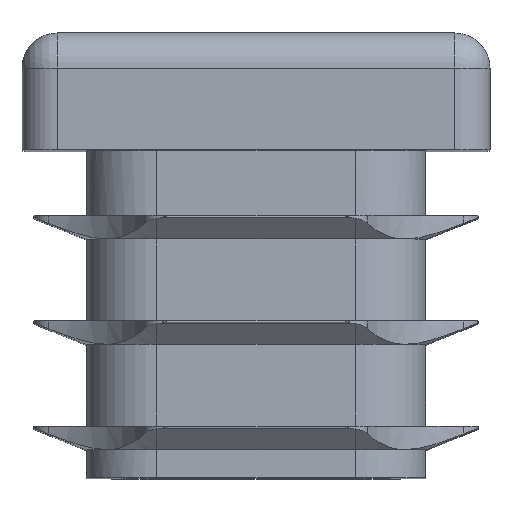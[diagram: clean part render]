
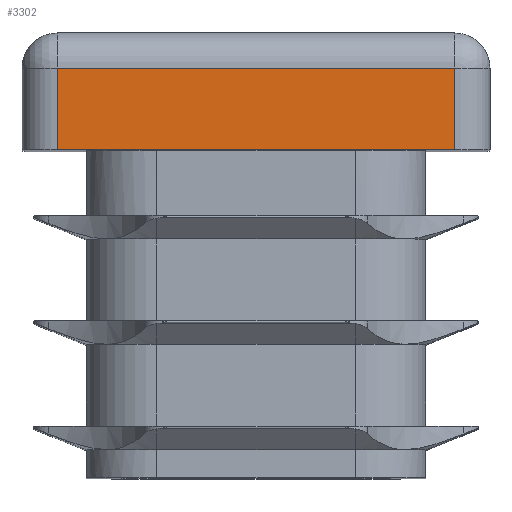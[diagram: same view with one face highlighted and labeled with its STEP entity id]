
A CAD part, top view. The second image highlights one B-rep face of the part: STEP entity #3302.
In plain terms, the highlighted planar face has unit normal (0, 0, 1).
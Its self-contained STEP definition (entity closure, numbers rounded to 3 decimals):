
#148 = VERTEX_POINT ( 'NONE', #5397 ) ;
#611 = PLANE ( 'NONE',  #16170 ) ;
#1503 = ORIENTED_EDGE ( 'NONE', *, *, #16315, .T. ) ;
#2066 = DIRECTION ( 'NONE',  ( 0., 0., -1. ) ) ;
#3302 = ADVANCED_FACE ( 'NONE', ( #15844 ), #611, .F. ) ;
#3587 = DIRECTION ( 'NONE',  ( 0., 1., 0. ) ) ;
#3641 = CARTESIAN_POINT ( 'NONE',  ( 8.5, 5., 20. ) ) ;
#4417 = VERTEX_POINT ( 'NONE', #17710 ) ;
#5285 = EDGE_CURVE ( 'NONE', #10622, #148, #17440, .T. ) ;
#5397 = CARTESIAN_POINT ( 'NONE',  ( -8.5, 3.5, 20. ) ) ;
#5569 = EDGE_CURVE ( 'NONE', #148, #16612, #12367, .T. ) ;
#6013 = CARTESIAN_POINT ( 'NONE',  ( -8.5, 3.5, 20. ) ) ;
#6351 = CARTESIAN_POINT ( 'NONE',  ( -10., 0., 20. ) ) ;
#7407 = CARTESIAN_POINT ( 'NONE',  ( -8.5, 5., 20. ) ) ;
#7929 = ORIENTED_EDGE ( 'NONE', *, *, #13563, .T. ) ;
#8815 = VECTOR ( 'NONE', #3587, 1000. ) ;
#10122 = LINE ( 'NONE', #6351, #15657 ) ;
#10305 = VECTOR ( 'NONE', #17574, 1000. ) ;
#10622 = VERTEX_POINT ( 'NONE', #12135 ) ;
#10886 = CARTESIAN_POINT ( 'NONE',  ( -10., 5., 20. ) ) ;
#10933 = EDGE_LOOP ( 'NONE', ( #1503, #11339, #16527, #7929 ) ) ;
#10989 = DIRECTION ( 'NONE',  ( 1., 0., 0. ) ) ;
#11339 = ORIENTED_EDGE ( 'NONE', *, *, #5285, .T. ) ;
#12135 = CARTESIAN_POINT ( 'NONE',  ( 8.5, 3.5, 20. ) ) ;
#12348 = DIRECTION ( 'NONE',  ( -1., 0., 0. ) ) ;
#12367 = LINE ( 'NONE', #7407, #10305 ) ;
#12971 = LINE ( 'NONE', #3641, #8815 ) ;
#13543 = VECTOR ( 'NONE', #16322, 1000. ) ;
#13563 = EDGE_CURVE ( 'NONE', #16612, #4417, #10122, .T. ) ;
#15657 = VECTOR ( 'NONE', #10989, 1000. ) ;
#15844 = FACE_OUTER_BOUND ( 'NONE', #10933, .T. ) ;
#16170 = AXIS2_PLACEMENT_3D ( 'NONE', #10886, #2066, #12348 ) ;
#16315 = EDGE_CURVE ( 'NONE', #4417, #10622, #12971, .T. ) ;
#16322 = DIRECTION ( 'NONE',  ( -1., 0., 0. ) ) ;
#16527 = ORIENTED_EDGE ( 'NONE', *, *, #5569, .T. ) ;
#16612 = VERTEX_POINT ( 'NONE', #17767 ) ;
#17440 = LINE ( 'NONE', #6013, #13543 ) ;
#17574 = DIRECTION ( 'NONE',  ( 0., -1., 0. ) ) ;
#17710 = CARTESIAN_POINT ( 'NONE',  ( 8.5, 0., 20. ) ) ;
#17767 = CARTESIAN_POINT ( 'NONE',  ( -8.5, 0., 20. ) ) ;
